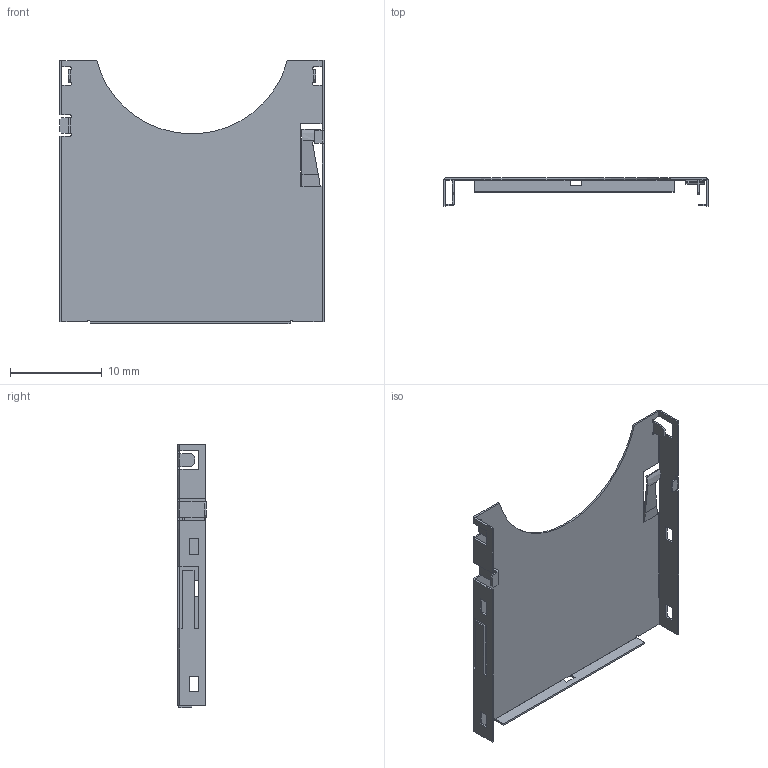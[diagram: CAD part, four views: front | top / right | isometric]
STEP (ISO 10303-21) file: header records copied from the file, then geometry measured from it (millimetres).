
FILE_DESCRIPTION(('FreeCAD Model'),'2;1');
FILE_NAME('693061010911_CACHE 01.stp','2016-01-27T22:40:49',('FreeCAD'),('FreeCAD'), 'Open CASCADE STEP processor 6.8','FreeCAD','Unknown');
FILE_SCHEMA(('AUTOMOTIVE_DESIGN_CC2 { 1 2 10303 214 -1 1 5 4 }'));
Length unit declared in the file: millimetre
Products named in the file (1): Open CASCADE STEP translator 6.8 81
Bounding box: 28.8 x 3.06 x 28.69 mm (x, y, z)
Volume: 171.4 mm3; surface area: 1768.4 mm2
Topology: 1 solids, 1 shells, 146 faces, 426 edges, 272 vertices
Faces by surface type: plane 101, bspline 45
Entity records: 13909 total; most frequent: CARTESIAN_POINT 8256, B_SPLINE_CURVE_WITH_KNOTS 1098, ORIENTED_EDGE 852, PCURVE 852, DEFINITIONAL_REPRESENTATION 852, EDGE_CURVE 426, SURFACE_CURVE 426, VERTEX_POINT 272
